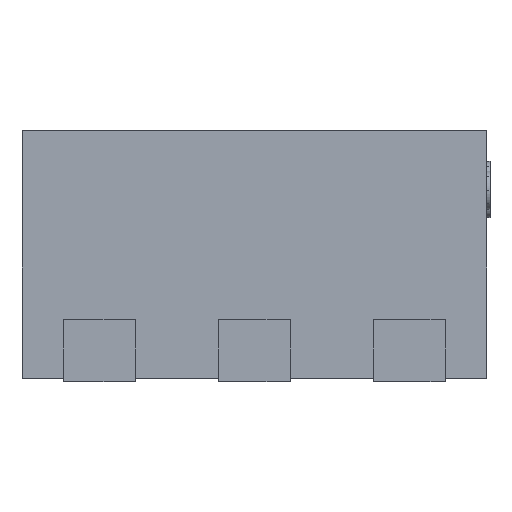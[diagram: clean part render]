
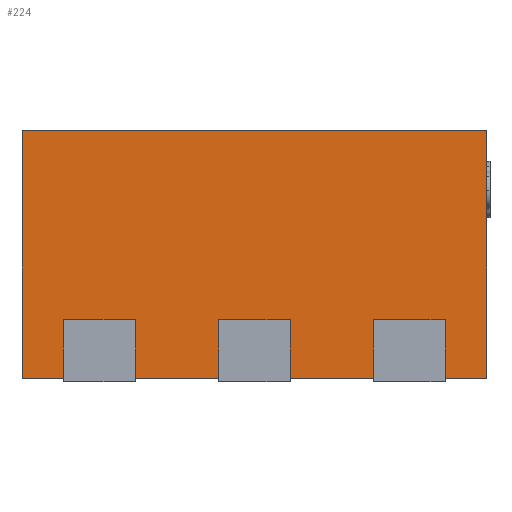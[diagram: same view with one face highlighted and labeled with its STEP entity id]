
A CAD part, left-side view. The second image highlights one B-rep face of the part: STEP entity #224.
In plain terms, the highlighted planar face has unit normal (-1, 0, 0).
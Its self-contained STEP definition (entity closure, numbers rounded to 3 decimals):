
#190 = VERTEX_POINT ( 'NONE', #7466 ) ;
#224 = ADVANCED_FACE ( 'NONE', ( #12029 ), #17915, .F. ) ;
#1089 = EDGE_CURVE ( 'NONE', #11747, #190, #7852, .T. ) ;
#1406 = LINE ( 'NONE', #4534, #3191 ) ;
#1425 = CARTESIAN_POINT ( 'NONE',  ( -0.75, -0.75, 0.8 ) ) ;
#1839 = DIRECTION ( 'NONE',  ( 0., 0., -1. ) ) ;
#2222 = ORIENTED_EDGE ( 'NONE', *, *, #1089, .T. ) ;
#2612 = VECTOR ( 'NONE', #18898, 1000. ) ;
#3052 = ORIENTED_EDGE ( 'NONE', *, *, #14293, .F. ) ;
#3191 = VECTOR ( 'NONE', #18685, 1000. ) ;
#3332 = CARTESIAN_POINT ( 'NONE',  ( -0.75, -0.75, 0.8 ) ) ;
#3718 = AXIS2_PLACEMENT_3D ( 'NONE', #18112, #10608, #4357 ) ;
#4357 = DIRECTION ( 'NONE',  ( 0., 0., -1. ) ) ;
#4534 = CARTESIAN_POINT ( 'NONE',  ( -0.75, -0.75, 0.8 ) ) ;
#4661 = DIRECTION ( 'NONE',  ( 0., -1., 0. ) ) ;
#6153 = LINE ( 'NONE', #3332, #8285 ) ;
#7466 = CARTESIAN_POINT ( 'NONE',  ( -0.75, 0.75, 0. ) ) ;
#7785 = EDGE_CURVE ( 'NONE', #11747, #13905, #6153, .T. ) ;
#7852 = LINE ( 'NONE', #12302, #18198 ) ;
#8285 = VECTOR ( 'NONE', #4661, 1000. ) ;
#8323 = VERTEX_POINT ( 'NONE', #15991 ) ;
#8337 = CARTESIAN_POINT ( 'NONE',  ( -0.75, 0.75, 0.8 ) ) ;
#9666 = CARTESIAN_POINT ( 'NONE',  ( -0.75, -0.75, 0. ) ) ;
#10049 = ORIENTED_EDGE ( 'NONE', *, *, #7785, .F. ) ;
#10608 = DIRECTION ( 'NONE',  ( 1., 0., 0. ) ) ;
#11066 = EDGE_CURVE ( 'NONE', #190, #8323, #17103, .T. ) ;
#11185 = ORIENTED_EDGE ( 'NONE', *, *, #11066, .T. ) ;
#11747 = VERTEX_POINT ( 'NONE', #8337 ) ;
#12029 = FACE_OUTER_BOUND ( 'NONE', #12896, .T. ) ;
#12302 = CARTESIAN_POINT ( 'NONE',  ( -0.75, 0.75, 0.8 ) ) ;
#12896 = EDGE_LOOP ( 'NONE', ( #11185, #3052, #10049, #2222 ) ) ;
#13905 = VERTEX_POINT ( 'NONE', #1425 ) ;
#14293 = EDGE_CURVE ( 'NONE', #13905, #8323, #1406, .T. ) ;
#15991 = CARTESIAN_POINT ( 'NONE',  ( -0.75, -0.75, 0. ) ) ;
#17103 = LINE ( 'NONE', #9666, #2612 ) ;
#17915 = PLANE ( 'NONE',  #3718 ) ;
#18112 = CARTESIAN_POINT ( 'NONE',  ( -0.75, -0.75, 0.8 ) ) ;
#18198 = VECTOR ( 'NONE', #1839, 1000. ) ;
#18685 = DIRECTION ( 'NONE',  ( 0., 0., -1. ) ) ;
#18898 = DIRECTION ( 'NONE',  ( 0., -1., 0. ) ) ;
